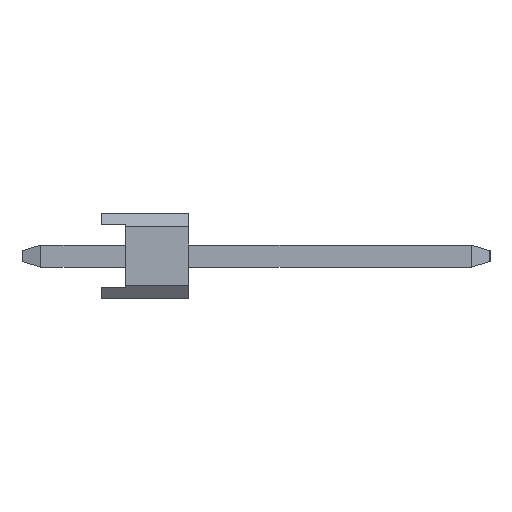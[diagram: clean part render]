
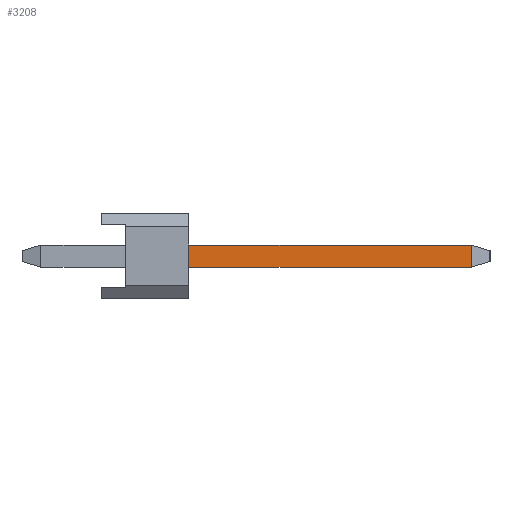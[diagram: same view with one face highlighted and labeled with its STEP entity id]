
A CAD part, left-side view. The second image highlights one B-rep face of the part: STEP entity #3208.
In plain terms, the highlighted planar face has unit normal (-1, 0, 0).
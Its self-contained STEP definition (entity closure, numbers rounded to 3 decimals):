
#2450=EDGE_CURVE('',#3532,#3266,#6781,.T.);
#3208=ADVANCED_FACE('',(#7624),#7625,.T.);
#3266=VERTEX_POINT('',#7686);
#3532=VERTEX_POINT('',#7977);
#4022=EDGE_CURVE('',#5398,#3532,#8527,.T.);
#4102=EDGE_CURVE('',#3266,#5926,#8615,.T.);
#4580=EDGE_CURVE('',#5926,#5398,#9148,.T.);
#5398=VERTEX_POINT('',#10049);
#5926=VERTEX_POINT('',#10630);
#6781=LINE('',#11675,#11676);
#7624=FACE_OUTER_BOUND('',#12885,.T.);
#7625=PLANE('',#12886);
#7686=CARTESIAN_POINT('',(-16.83,-2.54,-0.32));
#7977=CARTESIAN_POINT('',(-16.83,-10.744,-0.32));
#8527=LINE('',#14189,#14190);
#8615=LINE('',#14321,#14322);
#9148=LINE('',#15084,#15085);
#10049=CARTESIAN_POINT('',(-16.83,-10.744,0.32));
#10630=CARTESIAN_POINT('',(-16.83,-2.54,0.32));
#11675=CARTESIAN_POINT('',(-16.83,1.764,-0.32));
#11676=VECTOR('',#18339,1.0);
#12885=EDGE_LOOP('',(#19222,#19223,#19224,#19225));
#12886=AXIS2_PLACEMENT_3D('',#19226,#19227,#19228);
#14189=CARTESIAN_POINT('',(-16.83,-10.744,0.5));
#14190=VECTOR('',#20205,1.0);
#14321=CARTESIAN_POINT('',(-16.83,-2.54,0.252));
#14322=VECTOR('',#20293,1.0);
#15084=CARTESIAN_POINT('',(-16.83,-4.49,0.32));
#15085=VECTOR('',#20858,1.0);
#18339=DIRECTION('',(0.,1.0,0.));
#19222=ORIENTED_EDGE('',*,*,#4102,.F.);
#19223=ORIENTED_EDGE('',*,*,#2450,.F.);
#19224=ORIENTED_EDGE('',*,*,#4022,.F.);
#19225=ORIENTED_EDGE('',*,*,#4580,.F.);
#19226=CARTESIAN_POINT('',(-16.83,1.764,0.5));
#19227=DIRECTION('',(-1.0,0.,0.));
#19228=DIRECTION('',(0.,1.0,0.));
#20205=DIRECTION('',(0.0,0.,-1.0));
#20293=DIRECTION('',(0.,0.,1.0));
#20858=DIRECTION('',(0.,-1.0,0.));
